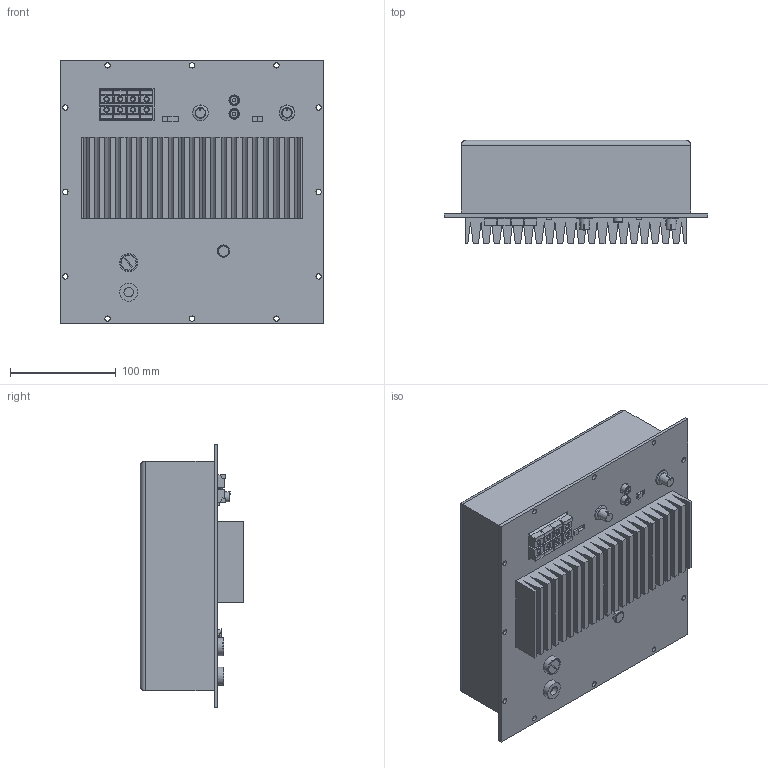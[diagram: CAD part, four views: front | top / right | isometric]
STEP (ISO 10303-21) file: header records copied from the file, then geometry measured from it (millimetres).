
FILE_DESCRIPTION(('FreeCAD Model'),'2;1');
FILE_NAME('Mivoc_AM_120.step' ,'2021-01-23T19:22:25',('Author'),(''), 'Open CASCADE STEP processor 7.3','FreeCAD','Unknown');
FILE_SCHEMA(('AUTOMOTIVE_DESIGN { 1 0 10303 214 1 1 1 1 }'));
Length unit declared in the file: millimetre
Products named in the file (1): Mivoc_AM_120
Bounding box: 250 x 98 x 250 mm (x, y, z)
Volume: 3843917.6 mm3; surface area: 393159.7 mm2
Topology: 17 solids, 17 shells, 336 faces, 942 edges, 764 vertices
Faces by surface type: plane 231, cylinder 87, torus 8, cone 6, revolution 4
Full cylindrical faces by diameter (mm): 3.2 x2, 4 x8, 5 x12, 7.3 x3, 8.3 x2, 9 x1, 10 x2, 11.547 x2, 14 x1, 15 x1, 17 x2
Entity records: 28356 total; most frequent: CARTESIAN_POINT 9156, DIRECTION 3166, LINE 1976, VECTOR 1976, ORIENTED_EDGE 1584, PCURVE 1584, DEFINITIONAL_REPRESENTATION 1584, EDGE_CURVE 792
